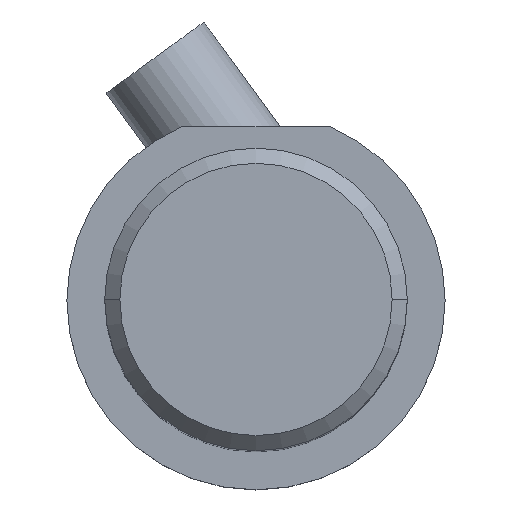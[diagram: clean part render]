
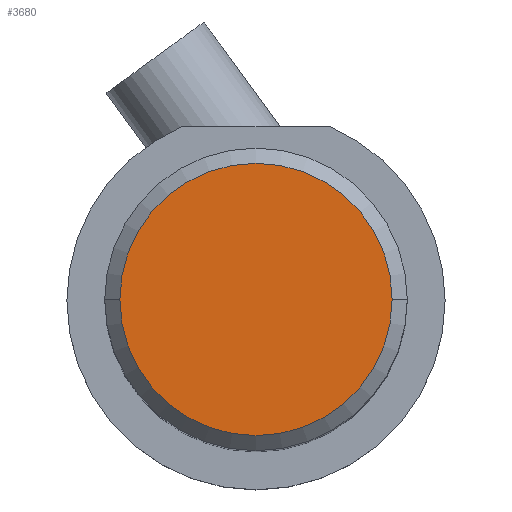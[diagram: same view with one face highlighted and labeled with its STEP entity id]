
A CAD part, top view. The second image highlights one B-rep face of the part: STEP entity #3680.
In plain terms, the highlighted planar face has unit normal (0, 0, 1).
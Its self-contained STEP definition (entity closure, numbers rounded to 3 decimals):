
#17 = CIRCLE ( 'NONE', #2504, 9. ) ;
#616 = EDGE_CURVE ( 'NONE', #2694, #3644, #17, .T. ) ;
#803 = ORIENTED_EDGE ( 'NONE', *, *, #4182, .F. ) ;
#1131 = ORIENTED_EDGE ( 'NONE', *, *, #616, .F. ) ;
#1403 = FACE_OUTER_BOUND ( 'NONE', #1506, .T. ) ;
#1506 = EDGE_LOOP ( 'NONE', ( #803, #1131 ) ) ;
#1692 = CARTESIAN_POINT ( 'NONE',  ( -3.078, 8.457, 50. ) ) ;
#1837 = CIRCLE ( 'NONE', #2621, 9. ) ;
#2267 = CARTESIAN_POINT ( 'NONE',  ( 9., 0., 50. ) ) ;
#2403 = DIRECTION ( 'NONE',  ( 0., 0., -1. ) ) ;
#2504 = AXIS2_PLACEMENT_3D ( 'NONE', #2923, #2697, #3860 ) ;
#2551 = DIRECTION ( 'NONE',  ( 0., 0., -1. ) ) ;
#2621 = AXIS2_PLACEMENT_3D ( 'NONE', #2801, #2551, #2852 ) ;
#2689 = CARTESIAN_POINT ( 'NONE',  ( -9., 0., 50. ) ) ;
#2694 = VERTEX_POINT ( 'NONE', #2267 ) ;
#2697 = DIRECTION ( 'NONE',  ( 0., 0., -1. ) ) ;
#2801 = CARTESIAN_POINT ( 'NONE',  ( 0., 0., 50. ) ) ;
#2852 = DIRECTION ( 'NONE',  ( -1., 0., 0. ) ) ;
#2923 = CARTESIAN_POINT ( 'NONE',  ( 0., 0., 50. ) ) ;
#3361 = DIRECTION ( 'NONE',  ( -1., 0., 0. ) ) ;
#3630 = AXIS2_PLACEMENT_3D ( 'NONE', #1692, #2403, #3361 ) ;
#3644 = VERTEX_POINT ( 'NONE', #2689 ) ;
#3680 = ADVANCED_FACE ( 'NONE', ( #1403 ), #3883, .F. ) ;
#3860 = DIRECTION ( 'NONE',  ( -1., 0., 0. ) ) ;
#3883 = PLANE ( 'NONE',  #3630 ) ;
#4182 = EDGE_CURVE ( 'NONE', #3644, #2694, #1837, .T. ) ;
